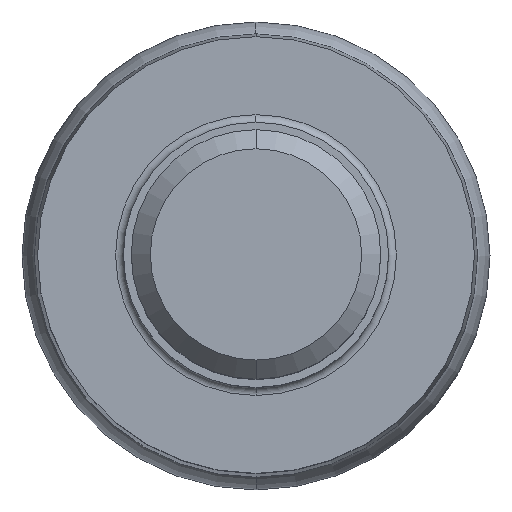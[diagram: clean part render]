
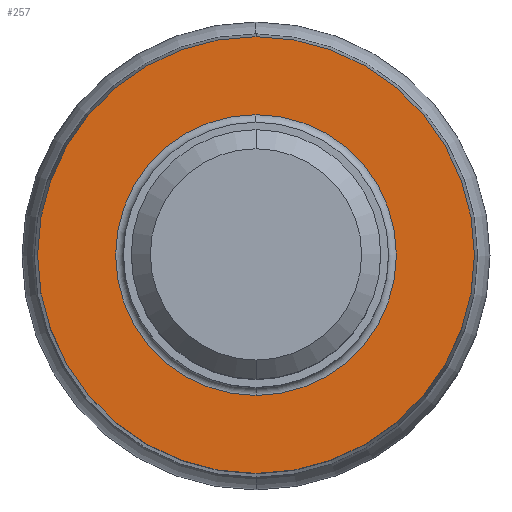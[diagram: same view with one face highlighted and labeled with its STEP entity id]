
A CAD part, top view. The second image highlights one B-rep face of the part: STEP entity #257.
In plain terms, the highlighted planar face has unit normal (0, 0, 1).
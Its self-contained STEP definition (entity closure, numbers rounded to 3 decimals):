
#177=VERTEX_POINT('',#460);
#181=EDGE_CURVE('',#399,#177,#464,.T.);
#191=EDGE_CURVE('',#177,#399,#475,.T.);
#195=EDGE_CURVE('',#239,#343,#480,.T.);
#239=VERTEX_POINT('',#528);
#257=ADVANCED_FACE('',(#549,#550),#551,.T.);
#343=VERTEX_POINT('',#651);
#399=VERTEX_POINT('',#710);
#407=EDGE_CURVE('',#343,#239,#719,.T.);
#460=CARTESIAN_POINT('',(0.,-9.0,0.0));
#464=CIRCLE('',#775,9.0);
#475=CIRCLE('',#790,9.0);
#480=CIRCLE('',#796,14.0);
#528=CARTESIAN_POINT('',(0.0,14.0,0.0));
#549=FACE_OUTER_BOUND('',#883,.T.);
#550=FACE_BOUND('',#884,.T.);
#551=PLANE('',#885);
#651=CARTESIAN_POINT('',(0.,-14.0,0.0));
#710=CARTESIAN_POINT('',(0.0,9.0,0.0));
#719=CIRCLE('',#1097,14.0);
#775=AXIS2_PLACEMENT_3D('',#1151,#1152,#1153);
#790=AXIS2_PLACEMENT_3D('',#1166,#1167,#1168);
#796=AXIS2_PLACEMENT_3D('',#1177,#1178,#1179);
#883=EDGE_LOOP('',(#1270,#1271));
#884=EDGE_LOOP('',(#1272,#1273));
#885=AXIS2_PLACEMENT_3D('',#1274,#1275,#1276);
#1097=AXIS2_PLACEMENT_3D('',#1501,#1502,#1503);
#1151=CARTESIAN_POINT('',(0.0,0.0,0.0));
#1152=DIRECTION('',(0.0,0.0,-1.0));
#1153=DIRECTION('',(0.0,1.0,0.0));
#1166=CARTESIAN_POINT('',(0.0,0.0,0.0));
#1167=DIRECTION('',(0.0,0.0,-1.0));
#1168=DIRECTION('',(0.0,1.0,0.0));
#1177=CARTESIAN_POINT('',(0.0,0.0,0.0));
#1178=DIRECTION('',(0.0,0.0,-1.0));
#1179=DIRECTION('',(0.0,1.0,0.0));
#1270=ORIENTED_EDGE('',*,*,#195,.F.);
#1271=ORIENTED_EDGE('',*,*,#407,.F.);
#1272=ORIENTED_EDGE('',*,*,#181,.T.);
#1273=ORIENTED_EDGE('',*,*,#191,.T.);
#1274=CARTESIAN_POINT('',(0.0,7.0,0.0));
#1275=DIRECTION('',(-0.0,0.0,1.0));
#1276=DIRECTION('',(0.0,-1.0,0.0));
#1501=CARTESIAN_POINT('',(0.0,0.0,0.0));
#1502=DIRECTION('',(0.0,0.0,-1.0));
#1503=DIRECTION('',(0.0,1.0,0.0));
